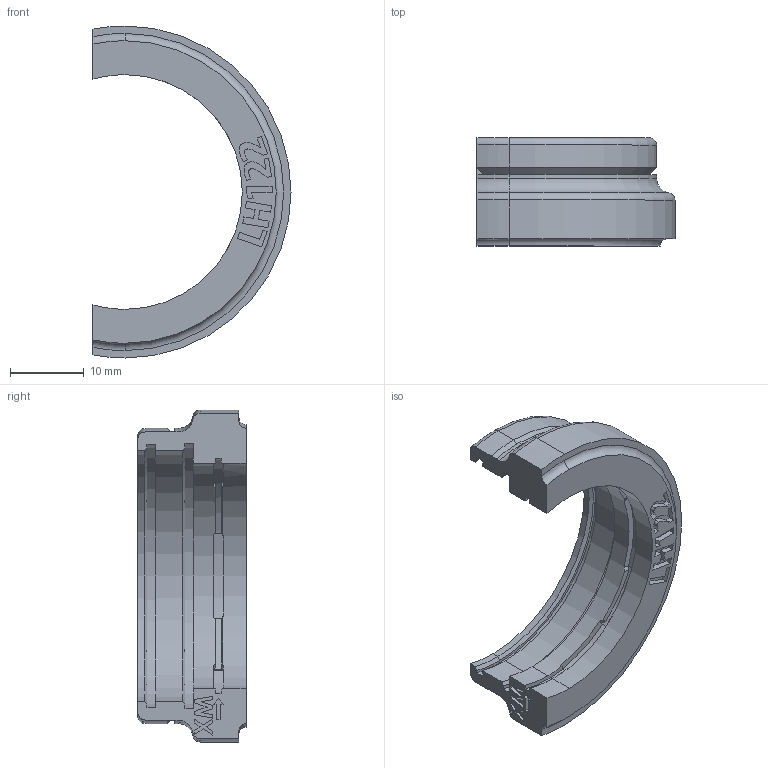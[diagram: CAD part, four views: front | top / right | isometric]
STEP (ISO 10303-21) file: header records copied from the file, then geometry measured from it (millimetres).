
FILE_DESCRIPTION (( 'STEP AP214' ), '1' );
FILE_NAME ('112-020-240.STEP', '2020-03-19T14:46:32', ( '' ), ( '' ), 'SwSTEP 2.0', 'SolidWorks 2020', '' );
FILE_SCHEMA (( 'AUTOMOTIVE_DESIGN' ));
Length unit declared in the file: millimetre
Products named in the file (1): 112-020-240
Bounding box: 26.84 x 14.7 x 45 mm (x, y, z)
Volume: 4192.2 mm3; surface area: 3403.9 mm2
Topology: 2 solids, 2 shells, 191 faces, 511 edges, 332 vertices
Faces by surface type: plane 117, cylinder 32, bspline 16, cone 14, torus 12
Entity records: 6670 total; most frequent: CARTESIAN_POINT 1964, ORIENTED_EDGE 1022, DIRECTION 904, EDGE_CURVE 511, VERTEX_POINT 332, LINE 332, VECTOR 332, AXIS2_PLACEMENT_3D 286
